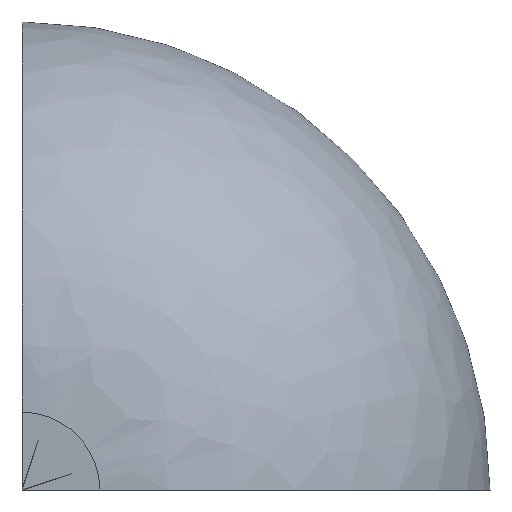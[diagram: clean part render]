
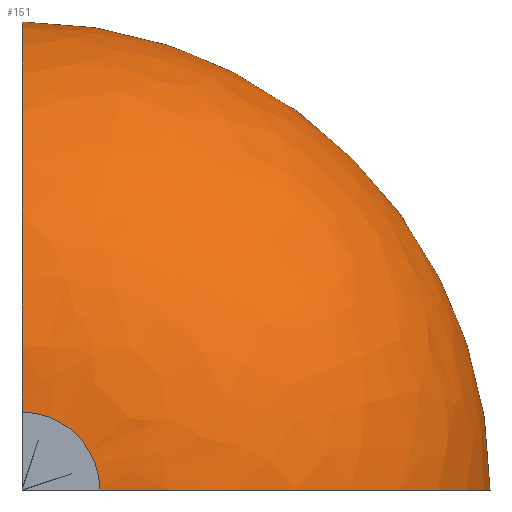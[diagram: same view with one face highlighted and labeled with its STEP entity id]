
A CAD part, front view. The second image highlights one B-rep face of the part: STEP entity #151.
In plain terms, the highlighted free-form (B-spline) face has degree [2, 2] with [5, 3] control points.
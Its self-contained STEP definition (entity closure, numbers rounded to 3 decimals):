
#44=FACE_OUTER_BOUND('',#53,.T.);
#53=EDGE_LOOP('',(#107,#108,#109,#110));
#62=CIRCLE('',#162,25.);
#63=CIRCLE('',#163,30.);
#64=CIRCLE('',#164,25.);
#65=CIRCLE('',#165,4.99);
#72=VERTEX_POINT('',#242);
#73=VERTEX_POINT('',#243);
#74=VERTEX_POINT('',#245);
#75=VERTEX_POINT('',#247);
#86=EDGE_CURVE('',#72,#73,#62,.T.);
#87=EDGE_CURVE('',#72,#74,#63,.T.);
#88=EDGE_CURVE('',#75,#74,#64,.T.);
#89=EDGE_CURVE('',#73,#75,#65,.T.);
#107=ORIENTED_EDGE('',*,*,#86,.F.);
#108=ORIENTED_EDGE('',*,*,#87,.T.);
#109=ORIENTED_EDGE('',*,*,#88,.F.);
#110=ORIENTED_EDGE('',*,*,#89,.F.);
#149=(
BOUNDED_SURFACE()
B_SPLINE_SURFACE(2,2,((#227,#228,#229),(#230,#231,#232),(#233,#234,#235),
(#236,#237,#238),(#239,#240,#241)),.UNSPECIFIED.,.F.,.F.,.F.)
B_SPLINE_SURFACE_WITH_KNOTS((3,2,3),(3,3),(0.,0.786,
1.571),(1.571,3.142),.UNSPECIFIED.)
GEOMETRIC_REPRESENTATION_ITEM()
RATIONAL_B_SPLINE_SURFACE(((1.,0.707,1.),(0.924,0.653,
0.924),(1.,0.707,1.),(0.924,0.653,
0.924),(1.,0.707,1.)))
REPRESENTATION_ITEM('')
SURFACE()
);
#151=ADVANCED_FACE('',(#44),#149,.F.);
#162=AXIS2_PLACEMENT_3D('',#244,#181,#182);
#163=AXIS2_PLACEMENT_3D('',#246,#183,#184);
#164=AXIS2_PLACEMENT_3D('',#248,#185,#186);
#165=AXIS2_PLACEMENT_3D('',#249,#187,#188);
#181=DIRECTION('center_axis',(0.,0.,-1.));
#182=DIRECTION('ref_axis',(0.,1.,0.));
#183=DIRECTION('center_axis',(0.,-1.,0.));
#184=DIRECTION('ref_axis',(1.,0.,0.));
#185=DIRECTION('center_axis',(-1.,0.,0.));
#186=DIRECTION('ref_axis',(0.,1.,0.));
#187=DIRECTION('center_axis',(0.,-1.,0.));
#188=DIRECTION('ref_axis',(1.,0.,0.));
#227=CARTESIAN_POINT('Ctrl Pts',(30.,-5.,0.));
#228=CARTESIAN_POINT('Ctrl Pts',(30.,-5.,30.));
#229=CARTESIAN_POINT('Ctrl Pts',(0.,-5.,30.));
#230=CARTESIAN_POINT('Ctrl Pts',(30.,-15.358,0.));
#231=CARTESIAN_POINT('Ctrl Pts',(30.,-15.358,30.));
#232=CARTESIAN_POINT('Ctrl Pts',(0.,-15.358,30.));
#233=CARTESIAN_POINT('Ctrl Pts',(22.674,-22.681,0.));
#234=CARTESIAN_POINT('Ctrl Pts',(22.674,-22.681,22.674));
#235=CARTESIAN_POINT('Ctrl Pts',(0.,-22.681,22.674));
#236=CARTESIAN_POINT('Ctrl Pts',(15.348,-30.004,0.));
#237=CARTESIAN_POINT('Ctrl Pts',(15.348,-30.004,15.348));
#238=CARTESIAN_POINT('Ctrl Pts',(0.,-30.004,15.348));
#239=CARTESIAN_POINT('Ctrl Pts',(4.99,-30.,0.));
#240=CARTESIAN_POINT('Ctrl Pts',(4.99,-30.,4.99));
#241=CARTESIAN_POINT('Ctrl Pts',(0.,-30.,4.99));
#242=CARTESIAN_POINT('',(30.,-5.,0.));
#243=CARTESIAN_POINT('',(4.99,-30.,0.));
#244=CARTESIAN_POINT('Origin',(5.,-5.,0.));
#245=CARTESIAN_POINT('',(0.,-5.,30.));
#246=CARTESIAN_POINT('Origin',(0.,-5.,0.));
#247=CARTESIAN_POINT('',(0.,-30.,4.99));
#248=CARTESIAN_POINT('Origin',(0.,-5.,5.));
#249=CARTESIAN_POINT('Origin',(0.,-30.,0.));
